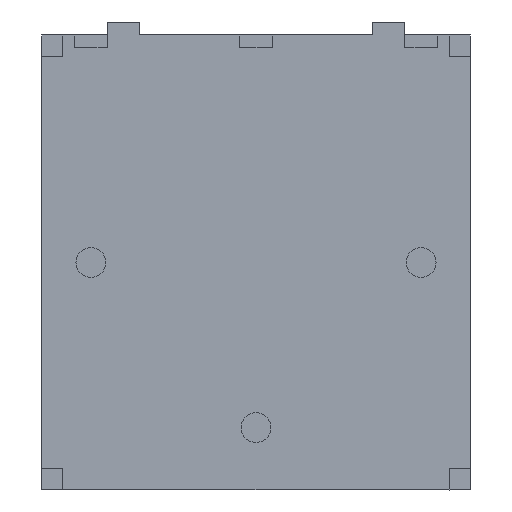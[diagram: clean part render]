
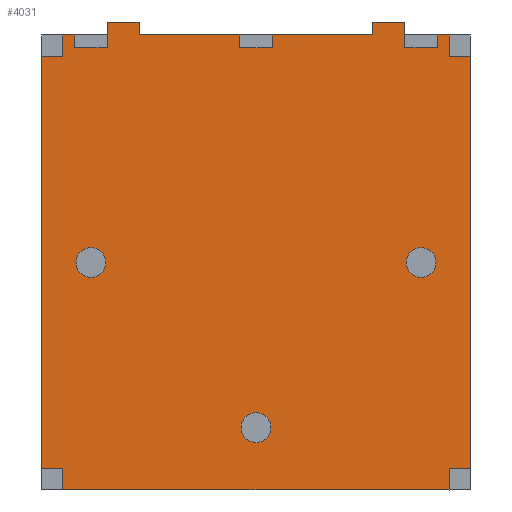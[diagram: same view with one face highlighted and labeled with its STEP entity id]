
A CAD part, front view. The second image highlights one B-rep face of the part: STEP entity #4031.
In plain terms, the highlighted planar face has unit normal (0, -1, 0).
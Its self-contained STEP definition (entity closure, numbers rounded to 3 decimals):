
#100=PLANE('',#4140);
#317=FACE_OUTER_BOUND('',#546,.T.);
#546=EDGE_LOOP('',(#3511,#3512,#3513,#3514,#3515,#3516,#3517,#3518,#3519,
#3520,#3521,#3522,#3523,#3524,#3525,#3526,#3527,#3528,#3529,#3530,#3531,
#3532,#3533,#3534,#3535,#3536,#3537,#3538));
#787=LINE('',#7924,#1111);
#789=LINE('',#7928,#1113);
#793=LINE('',#7936,#1117);
#800=LINE('',#7949,#1124);
#805=LINE('',#7959,#1129);
#809=LINE('',#7966,#1133);
#814=LINE('',#7976,#1138);
#816=LINE('',#7980,#1140);
#819=LINE('',#7986,#1143);
#822=LINE('',#7993,#1146);
#824=LINE('',#7996,#1148);
#828=LINE('',#8005,#1152);
#831=LINE('',#8010,#1155);
#832=LINE('',#8012,#1156);
#833=LINE('',#8015,#1157);
#838=LINE('',#8024,#1162);
#840=LINE('',#8028,#1164);
#841=LINE('',#8031,#1165);
#842=LINE('',#8033,#1166);
#843=LINE('',#8035,#1167);
#844=LINE('',#8037,#1168);
#845=LINE('',#8039,#1169);
#846=LINE('',#8041,#1170);
#847=LINE('',#8043,#1171);
#848=LINE('',#8045,#1172);
#849=LINE('',#8047,#1173);
#850=LINE('',#8049,#1174);
#851=LINE('',#8050,#1175);
#1111=VECTOR('',#4463,10.);
#1113=VECTOR('',#4467,10.);
#1117=VECTOR('',#4473,10.);
#1124=VECTOR('',#4480,10.);
#1129=VECTOR('',#4485,10.);
#1133=VECTOR('',#4489,10.);
#1138=VECTOR('',#4498,10.);
#1140=VECTOR('',#4502,10.);
#1143=VECTOR('',#4507,10.);
#1146=VECTOR('',#4514,10.);
#1148=VECTOR('',#4518,10.);
#1152=VECTOR('',#4526,10.);
#1155=VECTOR('',#4531,10.);
#1156=VECTOR('',#4534,10.);
#1157=VECTOR('',#4537,10.);
#1162=VECTOR('',#4544,10.);
#1164=VECTOR('',#4550,10.);
#1165=VECTOR('',#4553,10.);
#1166=VECTOR('',#4554,10.);
#1167=VECTOR('',#4555,10.);
#1168=VECTOR('',#4556,10.);
#1169=VECTOR('',#4557,10.);
#1170=VECTOR('',#4558,10.);
#1171=VECTOR('',#4559,10.);
#1172=VECTOR('',#4560,10.);
#1173=VECTOR('',#4561,10.);
#1174=VECTOR('',#4562,10.);
#1175=VECTOR('',#4563,10.);
#1812=VERTEX_POINT('',#7921);
#1813=VERTEX_POINT('',#7923);
#1814=VERTEX_POINT('',#7927);
#1816=VERTEX_POINT('',#7933);
#1817=VERTEX_POINT('',#7935);
#1822=VERTEX_POINT('',#7946);
#1823=VERTEX_POINT('',#7948);
#1827=VERTEX_POINT('',#7956);
#1828=VERTEX_POINT('',#7958);
#1831=VERTEX_POINT('',#7964);
#1834=VERTEX_POINT('',#7974);
#1835=VERTEX_POINT('',#7978);
#1837=VERTEX_POINT('',#7984);
#1839=VERTEX_POINT('',#7992);
#1842=VERTEX_POINT('',#8004);
#1843=VERTEX_POINT('',#8008);
#1844=VERTEX_POINT('',#8014);
#1847=VERTEX_POINT('',#8022);
#1848=VERTEX_POINT('',#8030);
#1849=VERTEX_POINT('',#8032);
#1850=VERTEX_POINT('',#8034);
#1851=VERTEX_POINT('',#8036);
#1852=VERTEX_POINT('',#8038);
#1853=VERTEX_POINT('',#8040);
#1854=VERTEX_POINT('',#8042);
#1855=VERTEX_POINT('',#8044);
#1856=VERTEX_POINT('',#8046);
#1857=VERTEX_POINT('',#8048);
#2367=EDGE_CURVE('',#1812,#1813,#787,.T.);
#2369=EDGE_CURVE('',#1813,#1814,#789,.T.);
#2373=EDGE_CURVE('',#1816,#1817,#793,.T.);
#2380=EDGE_CURVE('',#1822,#1823,#800,.T.);
#2385=EDGE_CURVE('',#1827,#1828,#805,.T.);
#2389=EDGE_CURVE('',#1831,#1812,#809,.T.);
#2394=EDGE_CURVE('',#1827,#1834,#814,.T.);
#2396=EDGE_CURVE('',#1835,#1834,#816,.T.);
#2399=EDGE_CURVE('',#1835,#1837,#819,.T.);
#2402=EDGE_CURVE('',#1839,#1823,#822,.T.);
#2404=EDGE_CURVE('',#1837,#1839,#824,.T.);
#2408=EDGE_CURVE('',#1842,#1828,#828,.T.);
#2411=EDGE_CURVE('',#1831,#1843,#831,.T.);
#2412=EDGE_CURVE('',#1843,#1842,#832,.T.);
#2413=EDGE_CURVE('',#1844,#1814,#833,.T.);
#2418=EDGE_CURVE('',#1816,#1847,#838,.T.);
#2420=EDGE_CURVE('',#1847,#1844,#840,.T.);
#2421=EDGE_CURVE('',#1848,#1822,#841,.T.);
#2422=EDGE_CURVE('',#1849,#1848,#842,.T.);
#2423=EDGE_CURVE('',#1850,#1849,#843,.T.);
#2424=EDGE_CURVE('',#1851,#1850,#844,.T.);
#2425=EDGE_CURVE('',#1852,#1851,#845,.T.);
#2426=EDGE_CURVE('',#1853,#1852,#846,.T.);
#2427=EDGE_CURVE('',#1854,#1853,#847,.T.);
#2428=EDGE_CURVE('',#1855,#1854,#848,.T.);
#2429=EDGE_CURVE('',#1856,#1855,#849,.T.);
#2430=EDGE_CURVE('',#1857,#1856,#850,.T.);
#2431=EDGE_CURVE('',#1817,#1857,#851,.T.);
#3511=ORIENTED_EDGE('',*,*,#2399,.T.);
#3512=ORIENTED_EDGE('',*,*,#2404,.T.);
#3513=ORIENTED_EDGE('',*,*,#2402,.T.);
#3514=ORIENTED_EDGE('',*,*,#2380,.F.);
#3515=ORIENTED_EDGE('',*,*,#2421,.F.);
#3516=ORIENTED_EDGE('',*,*,#2422,.F.);
#3517=ORIENTED_EDGE('',*,*,#2423,.F.);
#3518=ORIENTED_EDGE('',*,*,#2424,.F.);
#3519=ORIENTED_EDGE('',*,*,#2425,.F.);
#3520=ORIENTED_EDGE('',*,*,#2426,.F.);
#3521=ORIENTED_EDGE('',*,*,#2427,.F.);
#3522=ORIENTED_EDGE('',*,*,#2428,.F.);
#3523=ORIENTED_EDGE('',*,*,#2429,.F.);
#3524=ORIENTED_EDGE('',*,*,#2430,.F.);
#3525=ORIENTED_EDGE('',*,*,#2431,.F.);
#3526=ORIENTED_EDGE('',*,*,#2373,.F.);
#3527=ORIENTED_EDGE('',*,*,#2418,.T.);
#3528=ORIENTED_EDGE('',*,*,#2420,.T.);
#3529=ORIENTED_EDGE('',*,*,#2413,.T.);
#3530=ORIENTED_EDGE('',*,*,#2369,.F.);
#3531=ORIENTED_EDGE('',*,*,#2367,.F.);
#3532=ORIENTED_EDGE('',*,*,#2389,.F.);
#3533=ORIENTED_EDGE('',*,*,#2411,.T.);
#3534=ORIENTED_EDGE('',*,*,#2412,.T.);
#3535=ORIENTED_EDGE('',*,*,#2408,.T.);
#3536=ORIENTED_EDGE('',*,*,#2385,.F.);
#3537=ORIENTED_EDGE('',*,*,#2394,.T.);
#3538=ORIENTED_EDGE('',*,*,#2396,.F.);
#4031=ADVANCED_FACE('',(#317),#100,.F.);
#4140=AXIS2_PLACEMENT_3D('',#8029,#4551,#4552);
#4463=DIRECTION('',(0.,0.,1.));
#4467=DIRECTION('',(1.,0.,0.));
#4473=DIRECTION('',(1.,0.,0.));
#4480=DIRECTION('',(1.,0.,0.));
#4485=DIRECTION('',(1.,0.,0.));
#4489=DIRECTION('',(1.,0.,0.));
#4498=DIRECTION('',(0.,0.,1.));
#4502=DIRECTION('',(1.,0.,0.));
#4507=DIRECTION('',(0.,0.,-1.));
#4514=DIRECTION('',(0.,0.,1.));
#4518=DIRECTION('',(-1.,0.,0.));
#4526=DIRECTION('',(0.,0.,1.));
#4531=DIRECTION('',(0.,0.,-1.));
#4534=DIRECTION('',(-1.,0.,0.));
#4537=DIRECTION('',(0.,0.,1.));
#4544=DIRECTION('',(0.,0.,-1.));
#4550=DIRECTION('',(-1.,0.,0.));
#4551=DIRECTION('center_axis',(0.,1.,0.));
#4552=DIRECTION('ref_axis',(0.,0.,1.));
#4553=DIRECTION('',(0.,0.,1.));
#4554=DIRECTION('',(1.,0.,0.));
#4555=DIRECTION('',(0.,0.,1.));
#4556=DIRECTION('',(-1.,0.,0.));
#4557=DIRECTION('',(0.,0.,1.));
#4558=DIRECTION('',(-1.,0.,0.));
#4559=DIRECTION('',(0.,0.,-1.));
#4560=DIRECTION('',(-1.,0.,0.));
#4561=DIRECTION('',(0.,0.,-1.));
#4562=DIRECTION('',(1.,0.,0.));
#4563=DIRECTION('',(0.,0.,-1.));
#7921=CARTESIAN_POINT('',(1.79,0.33,3.5));
#7923=CARTESIAN_POINT('',(1.79,0.33,3.7));
#7924=CARTESIAN_POINT('',(1.79,0.33,3.5));
#7927=CARTESIAN_POINT('',(2.29,0.33,3.7));
#7928=CARTESIAN_POINT('',(2.29,0.33,3.7));
#7933=CARTESIAN_POINT('',(2.79,0.33,3.5));
#7935=CARTESIAN_POINT('',(2.97,0.33,3.5));
#7936=CARTESIAN_POINT('',(-1.65,0.33,3.5));
#7946=CARTESIAN_POINT('',(-2.97,0.33,3.5));
#7948=CARTESIAN_POINT('',(-2.79,0.33,3.5));
#7949=CARTESIAN_POINT('',(-1.65,0.33,3.5));
#7956=CARTESIAN_POINT('',(-1.79,0.33,3.5));
#7958=CARTESIAN_POINT('',(-0.25,0.33,3.5));
#7959=CARTESIAN_POINT('',(-1.65,0.33,3.5));
#7964=CARTESIAN_POINT('',(0.25,0.33,3.5));
#7966=CARTESIAN_POINT('',(-1.65,0.33,3.5));
#7974=CARTESIAN_POINT('',(-1.79,0.33,3.7));
#7976=CARTESIAN_POINT('',(-1.79,0.33,3.5));
#7978=CARTESIAN_POINT('',(-2.29,0.33,3.7));
#7980=CARTESIAN_POINT('',(-1.79,0.33,3.7));
#7984=CARTESIAN_POINT('',(-2.29,0.33,3.3));
#7986=CARTESIAN_POINT('',(-2.29,0.33,1.75));
#7992=CARTESIAN_POINT('',(-2.79,0.33,3.3));
#7993=CARTESIAN_POINT('',(-2.79,0.33,1.75));
#7996=CARTESIAN_POINT('',(-1.27,0.33,3.3));
#8004=CARTESIAN_POINT('',(-0.25,0.33,3.3));
#8005=CARTESIAN_POINT('',(-0.25,0.33,1.75));
#8008=CARTESIAN_POINT('',(0.25,0.33,3.3));
#8010=CARTESIAN_POINT('',(0.25,0.33,1.75));
#8012=CARTESIAN_POINT('',(0.,0.33,3.3));
#8014=CARTESIAN_POINT('',(2.29,0.33,3.3));
#8015=CARTESIAN_POINT('',(2.29,0.33,1.75));
#8022=CARTESIAN_POINT('',(2.79,0.33,3.3));
#8024=CARTESIAN_POINT('',(2.79,0.33,1.75));
#8028=CARTESIAN_POINT('',(1.27,0.33,3.3));
#8029=CARTESIAN_POINT('Origin',(0.,0.33,0.));
#8030=CARTESIAN_POINT('',(-2.97,0.33,3.17));
#8031=CARTESIAN_POINT('',(-2.97,0.33,3.17));
#8032=CARTESIAN_POINT('',(-3.3,0.33,3.17));
#8033=CARTESIAN_POINT('',(-3.3,0.33,3.17));
#8034=CARTESIAN_POINT('',(-3.3,0.33,-3.17));
#8035=CARTESIAN_POINT('',(-3.3,0.33,-1.75));
#8036=CARTESIAN_POINT('',(-2.97,0.33,-3.17));
#8037=CARTESIAN_POINT('',(-2.97,0.33,-3.17));
#8038=CARTESIAN_POINT('',(-2.97,0.33,-3.5));
#8039=CARTESIAN_POINT('',(-2.97,0.33,-3.5));
#8040=CARTESIAN_POINT('',(2.97,0.33,-3.5));
#8041=CARTESIAN_POINT('',(1.65,0.33,-3.5));
#8042=CARTESIAN_POINT('',(2.97,0.33,-3.17));
#8043=CARTESIAN_POINT('',(2.97,0.33,-3.17));
#8044=CARTESIAN_POINT('',(3.3,0.33,-3.17));
#8045=CARTESIAN_POINT('',(3.3,0.33,-3.17));
#8046=CARTESIAN_POINT('',(3.3,0.33,3.17));
#8047=CARTESIAN_POINT('',(3.3,0.33,3.17));
#8048=CARTESIAN_POINT('',(2.97,0.33,3.17));
#8049=CARTESIAN_POINT('',(2.97,0.33,3.17));
#8050=CARTESIAN_POINT('',(2.97,0.33,3.5));
